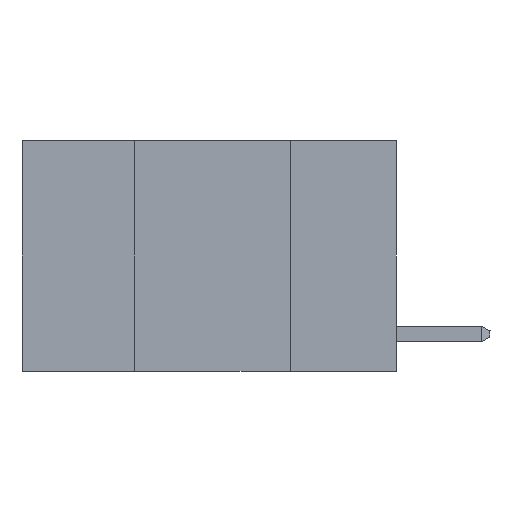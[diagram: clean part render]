
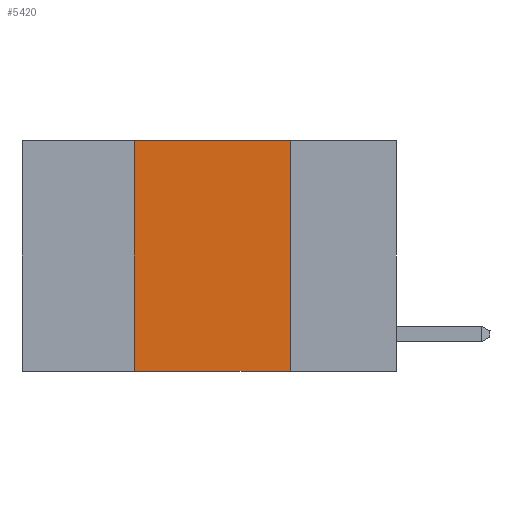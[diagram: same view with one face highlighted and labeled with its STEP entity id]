
A CAD part, left-side view. The second image highlights one B-rep face of the part: STEP entity #5420.
In plain terms, the highlighted planar face has unit normal (-1, 0, 0).
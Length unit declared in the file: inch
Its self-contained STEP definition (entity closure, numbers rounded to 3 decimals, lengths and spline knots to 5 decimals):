
#12 = VECTOR ( 'NONE', #2390, 39.37008 ) ;
#351 = VERTEX_POINT ( 'NONE', #4635 ) ;
#702 = EDGE_CURVE ( 'NONE', #7447, #5114, #4275, .T. ) ;
#839 = ORIENTED_EDGE ( 'NONE', *, *, #11307, .F. ) ;
#1190 = VECTOR ( 'NONE', #5574, 39.37008 ) ;
#1969 = CARTESIAN_POINT ( 'NONE',  ( 0., 0.42, 0. ) ) ;
#2390 = DIRECTION ( 'NONE',  ( 0., -1., 0. ) ) ;
#2489 = VERTEX_POINT ( 'NONE', #11272 ) ;
#2660 = ORIENTED_EDGE ( 'NONE', *, *, #7622, .T. ) ;
#2817 = CARTESIAN_POINT ( 'NONE',  ( 0., 0.6, 0. ) ) ;
#2896 = VECTOR ( 'NONE', #8232, 39.37008 ) ;
#3842 = DIRECTION ( 'NONE',  ( 0., 0., -1. ) ) ;
#4275 = LINE ( 'NONE', #11024, #1190 ) ;
#4321 = CARTESIAN_POINT ( 'NONE',  ( 0., 0.17, 0. ) ) ;
#4635 = CARTESIAN_POINT ( 'NONE',  ( 0., 0.42, -0.37 ) ) ;
#5114 = VERTEX_POINT ( 'NONE', #6624 ) ;
#5291 = LINE ( 'NONE', #1969, #7561 ) ;
#5420 = ADVANCED_FACE ( 'NONE', ( #6507 ), #10553, .F. ) ;
#5574 = DIRECTION ( 'NONE',  ( 0., -1., 0. ) ) ;
#5992 = ORIENTED_EDGE ( 'NONE', *, *, #702, .F. ) ;
#6229 = LINE ( 'NONE', #4321, #2896 ) ;
#6507 = FACE_OUTER_BOUND ( 'NONE', #9676, .T. ) ;
#6624 = CARTESIAN_POINT ( 'NONE',  ( 0., 0.17, 0. ) ) ;
#7447 = VERTEX_POINT ( 'NONE', #8072 ) ;
#7561 = VECTOR ( 'NONE', #7986, 39.37008 ) ;
#7622 = EDGE_CURVE ( 'NONE', #351, #2489, #10589, .T. ) ;
#7986 = DIRECTION ( 'NONE',  ( 0., 0., 1. ) ) ;
#8072 = CARTESIAN_POINT ( 'NONE',  ( 0., 0.42, 0. ) ) ;
#8232 = DIRECTION ( 'NONE',  ( 0., 0., -1. ) ) ;
#8353 = CARTESIAN_POINT ( 'NONE',  ( 0., 0.6, -0.37 ) ) ;
#9600 = AXIS2_PLACEMENT_3D ( 'NONE', #2817, #9661, #3842 ) ;
#9661 = DIRECTION ( 'NONE',  ( 1., 0., 0. ) ) ;
#9676 = EDGE_LOOP ( 'NONE', ( #839, #5992, #12291, #2660 ) ) ;
#10553 = PLANE ( 'NONE',  #9600 ) ;
#10589 = LINE ( 'NONE', #8353, #12 ) ;
#11024 = CARTESIAN_POINT ( 'NONE',  ( 0., 0.6, 0. ) ) ;
#11272 = CARTESIAN_POINT ( 'NONE',  ( 0., 0.17, -0.37 ) ) ;
#11307 = EDGE_CURVE ( 'NONE', #5114, #2489, #6229, .T. ) ;
#11673 = EDGE_CURVE ( 'NONE', #351, #7447, #5291, .T. ) ;
#12291 = ORIENTED_EDGE ( 'NONE', *, *, #11673, .F. ) ;
